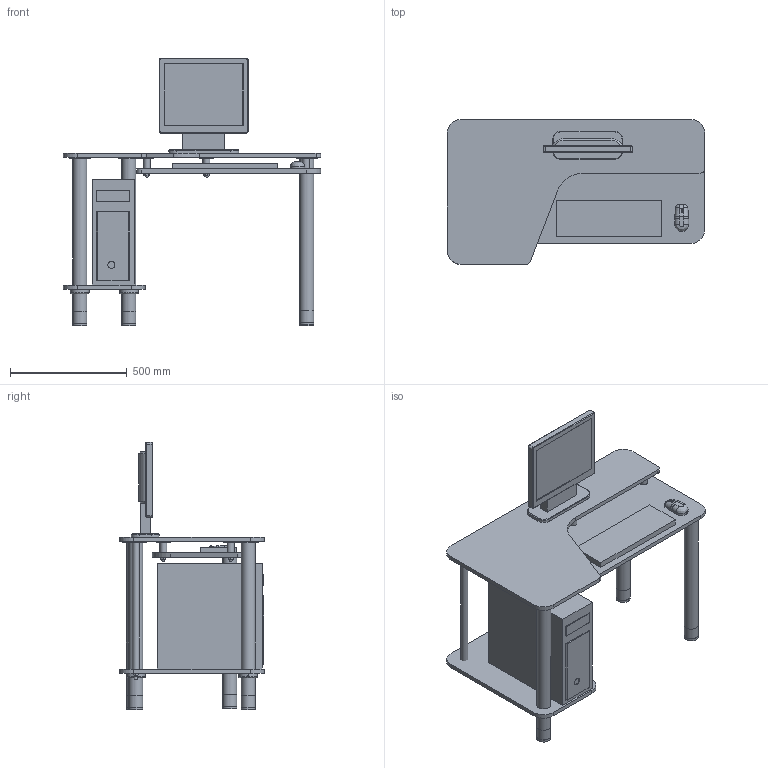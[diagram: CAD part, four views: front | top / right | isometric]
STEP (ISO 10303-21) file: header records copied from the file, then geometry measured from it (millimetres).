
FILE_DESCRIPTION((''),'2;1');
FILE_NAME('Assembly1.stp','2012-11-05T16:47:21',('Roland'),(''),'Autodesk Inventor 2013','Autodesk Inventor 2013','');
FILE_SCHEMA(('AUTOMOTIVE_DESIGN { 1 0 10303 214 1 1 1 1 }'));
Length unit declared in the file: millimetre
Products named in the file (15): Assembly1; blat masa superior; picior masa; unitate desktop; suport tastatura; suport unitate desktop; inel sustinere suport desktop; monitor; picior masa scurt; bara rigidizare suport desktop; bara rigidizare suport tastatura; keyboard; piulita; dop filet pt picior masa; mouse
Assembly tree (25 placements, depth 2):
  Assembly1
    blat masa superior
    picior masa  x3
    unitate desktop
    suport tastatura
    suport unitate desktop
    inel sustinere suport desktop  x2
    monitor
    picior masa scurt
    bara rigidizare suport desktop
    bara rigidizare suport tastatura  x3
    keyboard
    piulita  x4
    dop filet pt picior masa  x4
    mouse
Bounding box: 1100 x 620 x 1143 mm (x, y, z)
Volume: 69833946.6 mm3; surface area: 4083962.3 mm2
Topology: 26 solids, 26 shells, 320 faces, 724 edges, 482 vertices
Faces by surface type: plane 180, cylinder 106, cone 20, bspline 6, torus 4, sphere 4
Full cylindrical faces by diameter (mm): 5 x26, 15 x9, 30 x5, 57 x8, 60 x16, 80 x2, 90 x4
Entity records: 7022 total; most frequent: CARTESIAN_POINT 1378, DIRECTION 1145, ORIENTED_EDGE 928, EDGE_CURVE 464, AXIS2_PLACEMENT_3D 424, VERTEX_POINT 315, EDGE_LOOP 313, VECTOR 297
